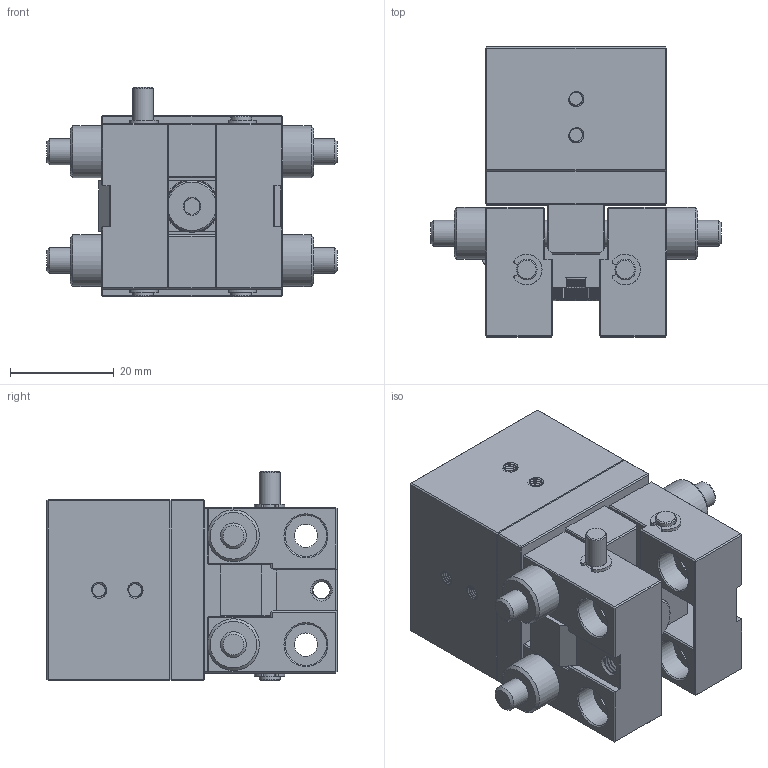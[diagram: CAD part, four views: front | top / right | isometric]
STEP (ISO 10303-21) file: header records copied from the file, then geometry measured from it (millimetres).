
FILE_DESCRIPTION(/* description */ (''),/* implementation_level */ '2;1');
FILE_NAME(/* name */ '439c83d5-0204-4b15-b426-422ab5888c6a.stp',/* time_stamp */ '2019-10-22T11:44:14+00:00',/* author */ (''),/* organization */ (''),/* preprocessor_version */ 'ST-DEVELOPER v18',/* originating_system */ 'Autodesk Translation Framework v8.6.0.1094',/* authorisation */ '');
FILE_SCHEMA (('AUTOMOTIVE_DESIGN { 1 0 10303 214 3 1 1 }'));
Products named in the file (12): KZL 20; Upper body; Middle part; Shaft_1; Gripper; Socket screw M4; Part_1; Shaft_2; Shaft_3; Retaining ring 4; Part_2; Shoulder screw M6
Assembly tree (20 placements, depth 2):
  KZL 20
    Upper body
    Middle part
    Shaft_1  x2
    Gripper  x2
    Socket screw M4  x2
    Part_1  x4
    Shaft_2
    Shaft_3
    Retaining ring 4  x4
    Part_2
    Shoulder screw M6
Bounding box: 56 x 56 x 40.5 mm (x, y, z)
Volume: 58050.1 mm3; surface area: 28910.2 mm2
Topology: 20 solids, 20 shells, 1461 faces, 3532 edges, 2252 vertices
Faces by surface type: plane 724, cylinder 620, cone 62, bspline 54, torus 1
Full cylindrical faces by diameter (mm): 2.529 x96, 3 x8, 3.086 x90, 3.091 x20, 3.332 x80, 3.76 x1, 3.961 x9, 4 x30, 4.109 x78, 4.234 x20, 4.5 x4, 5 x21, 5.12 x22, 6 x1, 7 x4, 8 x8, 9 x1, 10 x5
Entity records: 60281 total; most frequent: CARTESIAN_POINT 33243, ORIENTED_EDGE 5802, DIRECTION 4861, EDGE_CURVE 2901, VERTEX_POINT 1850, AXIS2_PLACEMENT_3D 1647, LINE 1567, VECTOR 1567
